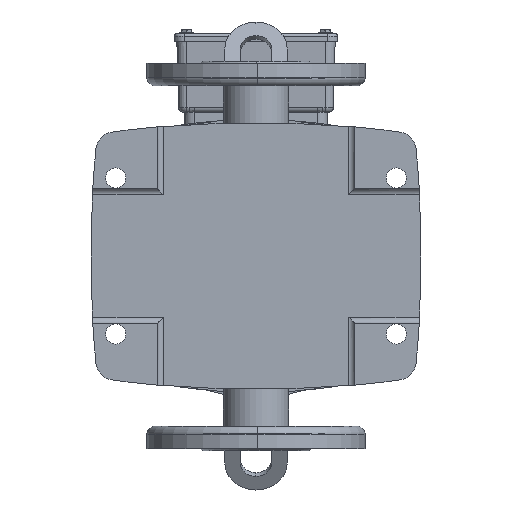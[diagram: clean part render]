
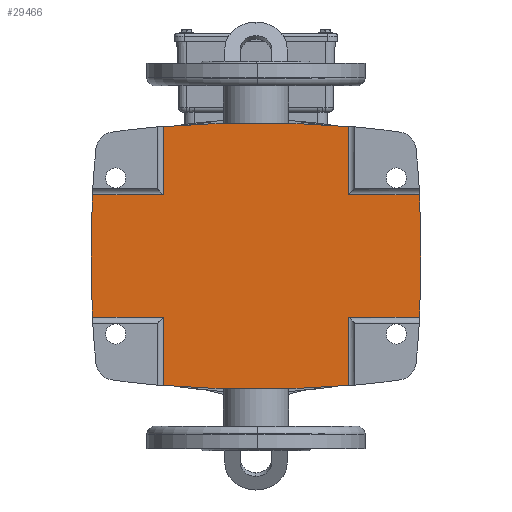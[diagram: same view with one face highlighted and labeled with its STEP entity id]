
A CAD part, front view. The second image highlights one B-rep face of the part: STEP entity #29466.
In plain terms, the highlighted planar face has unit normal (0, -1, 0).
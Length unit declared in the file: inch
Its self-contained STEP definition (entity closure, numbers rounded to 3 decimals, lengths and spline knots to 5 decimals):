
#145 = DIRECTION ( 'NONE',  ( 0., 0., 1. ) ) ;
#148 = VECTOR ( 'NONE', #3533, 39.37008 ) ;
#1177 = VECTOR ( 'NONE', #17198, 39.37008 ) ;
#1480 = VERTEX_POINT ( 'NONE', #32846 ) ;
#1557 = VECTOR ( 'NONE', #23724, 39.37008 ) ;
#1813 = EDGE_CURVE ( 'NONE', #17066, #15559, #2837, .T. ) ;
#2070 = EDGE_CURVE ( 'NONE', #19692, #18306, #12024, .T. ) ;
#2107 = CARTESIAN_POINT ( 'NONE',  ( -1.54265, 0.19685, 4.11924 ) ) ;
#2582 = CARTESIAN_POINT ( 'NONE',  ( 0., 0.19685, -23.10236 ) ) ;
#2837 = LINE ( 'NONE', #13629, #12898 ) ;
#3149 = DIRECTION ( 'NONE',  ( 0., -1., 0. ) ) ;
#3533 = DIRECTION ( 'NONE',  ( 0., 0., 1. ) ) ;
#3878 = VERTEX_POINT ( 'NONE', #24515 ) ;
#3890 = VERTEX_POINT ( 'NONE', #2107 ) ;
#4643 = LINE ( 'NONE', #27162, #25568 ) ;
#4761 = ORIENTED_EDGE ( 'NONE', *, *, #24450, .T. ) ;
#4967 = DIRECTION ( 'NONE',  ( 0., 1., 0. ) ) ;
#5336 = DIRECTION ( 'NONE',  ( 0., 0., 1. ) ) ;
#5461 = EDGE_CURVE ( 'NONE', #19625, #26645, #28227, .T. ) ;
#6320 = ORIENTED_EDGE ( 'NONE', *, *, #12848, .F. ) ;
#6897 = ORIENTED_EDGE ( 'NONE', *, *, #31642, .F. ) ;
#7291 = CARTESIAN_POINT ( 'NONE',  ( 0., 0.19685, 4.16291 ) ) ;
#7446 = VERTEX_POINT ( 'NONE', #7291 ) ;
#7489 = EDGE_CURVE ( 'NONE', #16624, #1480, #22929, .T. ) ;
#7539 = LINE ( 'NONE', #31613, #148 ) ;
#7684 = EDGE_CURVE ( 'NONE', #18306, #15083, #16813, .T. ) ;
#8031 = DIRECTION ( 'NONE',  ( 0., 0., 1. ) ) ;
#8060 = ORIENTED_EDGE ( 'NONE', *, *, #21900, .T. ) ;
#8572 = LINE ( 'NONE', #28416, #1177 ) ;
#8738 = CARTESIAN_POINT ( 'NONE',  ( 1.54265, 0.19685, -4.59646 ) ) ;
#8828 = CIRCLE ( 'NONE', #14122, 27.26527 ) ;
#9033 = ORIENTED_EDGE ( 'NONE', *, *, #23974, .F. ) ;
#9559 = CARTESIAN_POINT ( 'NONE',  ( 1.54265, 0.19685, -4.59646 ) ) ;
#9635 = CARTESIAN_POINT ( 'NONE',  ( -4.59646, 0.19685, -2.33625 ) ) ;
#10032 = ORIENTED_EDGE ( 'NONE', *, *, #15564, .T. ) ;
#10098 = CARTESIAN_POINT ( 'NONE',  ( -1.54265, 0.19685, -4.59646 ) ) ;
#10149 = AXIS2_PLACEMENT_3D ( 'NONE', #35487, #35364, #8031 ) ;
#10460 = CARTESIAN_POINT ( 'NONE',  ( 1.54265, 0.19685, -2.33625 ) ) ;
#10804 = ORIENTED_EDGE ( 'NONE', *, *, #1813, .F. ) ;
#11325 = AXIS2_PLACEMENT_3D ( 'NONE', #24972, #33149, #5336 ) ;
#11571 = EDGE_CURVE ( 'NONE', #1480, #27168, #8572, .T. ) ;
#11930 = LINE ( 'NONE', #20790, #25005 ) ;
#12024 = LINE ( 'NONE', #9559, #1557 ) ;
#12848 = EDGE_CURVE ( 'NONE', #22812, #15083, #30799, .T. ) ;
#12898 = VECTOR ( 'NONE', #33039, 39.37008 ) ;
#13117 = DIRECTION ( 'NONE',  ( 1., 0., 0. ) ) ;
#13431 = DIRECTION ( 'NONE',  ( 0., 0., 1. ) ) ;
#13629 = CARTESIAN_POINT ( 'NONE',  ( -4.59646, 0.19685, 2.33625 ) ) ;
#14122 = AXIS2_PLACEMENT_3D ( 'NONE', #19874, #3149, #145 ) ;
#15083 = VERTEX_POINT ( 'NONE', #22197 ) ;
#15543 = ORIENTED_EDGE ( 'NONE', *, *, #11571, .F. ) ;
#15559 = VERTEX_POINT ( 'NONE', #19480 ) ;
#15564 = EDGE_CURVE ( 'NONE', #17066, #3878, #35909, .T. ) ;
#15711 = DIRECTION ( 'NONE',  ( 0., 0., 1. ) ) ;
#16066 = ORIENTED_EDGE ( 'NONE', *, *, #5461, .T. ) ;
#16295 = CIRCLE ( 'NONE', #33226, 27.26527 ) ;
#16403 = ORIENTED_EDGE ( 'NONE', *, *, #34416, .T. ) ;
#16624 = VERTEX_POINT ( 'NONE', #21730 ) ;
#16724 = DIRECTION ( 'NONE',  ( 0., -1., 0. ) ) ;
#16813 = LINE ( 'NONE', #9635, #23344 ) ;
#17066 = VERTEX_POINT ( 'NONE', #32203 ) ;
#17198 = DIRECTION ( 'NONE',  ( 0., 0., 1. ) ) ;
#18306 = VERTEX_POINT ( 'NONE', #10460 ) ;
#18522 = DIRECTION ( 'NONE',  ( 0., 1., 0. ) ) ;
#19383 = AXIS2_PLACEMENT_3D ( 'NONE', #2582, #16724, #13431 ) ;
#19480 = CARTESIAN_POINT ( 'NONE',  ( -1.54265, 0.19685, 2.33625 ) ) ;
#19625 = VERTEX_POINT ( 'NONE', #19694 ) ;
#19692 = VERTEX_POINT ( 'NONE', #20779 ) ;
#19694 = CARTESIAN_POINT ( 'NONE',  ( 1.54265, 0.19685, 2.33625 ) ) ;
#19874 = CARTESIAN_POINT ( 'NONE',  ( 0., 0.19685, -23.10236 ) ) ;
#20271 = DIRECTION ( 'NONE',  ( 1., 0., 0. ) ) ;
#20675 = DIRECTION ( 'NONE',  ( 1., 0., 0. ) ) ;
#20779 = CARTESIAN_POINT ( 'NONE',  ( 1.54265, 0.19685, -4.11924 ) ) ;
#20790 = CARTESIAN_POINT ( 'NONE',  ( -4.59646, 0.19685, -2.33625 ) ) ;
#21169 = DIRECTION ( 'NONE',  ( 0., 0., 1. ) ) ;
#21186 = FACE_OUTER_BOUND ( 'NONE', #24605, .T. ) ;
#21222 = AXIS2_PLACEMENT_3D ( 'NONE', #35852, #21918, #27778 ) ;
#21237 = EDGE_CURVE ( 'NONE', #19625, #22812, #4643, .T. ) ;
#21666 = PLANE ( 'NONE',  #34087 ) ;
#21706 = CARTESIAN_POINT ( 'NONE',  ( 3.26434, 0.19685, 2.33625 ) ) ;
#21730 = CARTESIAN_POINT ( 'NONE',  ( 0., 0.19685, -4.16291 ) ) ;
#21900 = EDGE_CURVE ( 'NONE', #26645, #7446, #25961, .T. ) ;
#21918 = DIRECTION ( 'NONE',  ( 0., 1., 0. ) ) ;
#22197 = CARTESIAN_POINT ( 'NONE',  ( 3.26434, 0.19685, -2.33625 ) ) ;
#22554 = VECTOR ( 'NONE', #28146, 39.37008 ) ;
#22812 = VERTEX_POINT ( 'NONE', #21706 ) ;
#22929 = CIRCLE ( 'NONE', #10149, 27.26527 ) ;
#23344 = VECTOR ( 'NONE', #20271, 39.37008 ) ;
#23724 = DIRECTION ( 'NONE',  ( 0., 0., 1. ) ) ;
#23974 = EDGE_CURVE ( 'NONE', #19692, #16624, #16295, .T. ) ;
#24450 = EDGE_CURVE ( 'NONE', #3878, #27168, #11930, .T. ) ;
#24515 = CARTESIAN_POINT ( 'NONE',  ( -3.26434, 0.19685, -2.33625 ) ) ;
#24605 = EDGE_LOOP ( 'NONE', ( #6897, #10804, #10032, #4761, #15543, #31197, #9033, #31784, #32848, #6320, #27008, #16066, #8060, #16403 ) ) ;
#24934 = CARTESIAN_POINT ( 'NONE',  ( -1.54265, 0.19685, -2.33625 ) ) ;
#24972 = CARTESIAN_POINT ( 'NONE',  ( 23.10315, 0.19685, 0. ) ) ;
#25005 = VECTOR ( 'NONE', #20675, 39.37008 ) ;
#25568 = VECTOR ( 'NONE', #13117, 39.37008 ) ;
#25961 = CIRCLE ( 'NONE', #19383, 27.26527 ) ;
#26645 = VERTEX_POINT ( 'NONE', #30599 ) ;
#26842 = CARTESIAN_POINT ( 'NONE',  ( 0., 0.19685, 23.10236 ) ) ;
#27008 = ORIENTED_EDGE ( 'NONE', *, *, #21237, .F. ) ;
#27162 = CARTESIAN_POINT ( 'NONE',  ( -4.59646, 0.19685, 2.33625 ) ) ;
#27168 = VERTEX_POINT ( 'NONE', #24934 ) ;
#27778 = DIRECTION ( 'NONE',  ( 0., 0., 1. ) ) ;
#28146 = DIRECTION ( 'NONE',  ( 0., 0., 1. ) ) ;
#28227 = LINE ( 'NONE', #8738, #22554 ) ;
#28416 = CARTESIAN_POINT ( 'NONE',  ( -1.54265, 0.19685, -4.59646 ) ) ;
#29466 = ADVANCED_FACE ( 'NONE', ( #21186 ), #21666, .F. ) ;
#30599 = CARTESIAN_POINT ( 'NONE',  ( 1.54265, 0.19685, 4.11924 ) ) ;
#30799 = CIRCLE ( 'NONE', #21222, 26.47079 ) ;
#31197 = ORIENTED_EDGE ( 'NONE', *, *, #7489, .F. ) ;
#31613 = CARTESIAN_POINT ( 'NONE',  ( -1.54265, 0.19685, -4.59646 ) ) ;
#31642 = EDGE_CURVE ( 'NONE', #15559, #3890, #7539, .T. ) ;
#31784 = ORIENTED_EDGE ( 'NONE', *, *, #2070, .T. ) ;
#32203 = CARTESIAN_POINT ( 'NONE',  ( -3.26434, 0.19685, 2.33625 ) ) ;
#32846 = CARTESIAN_POINT ( 'NONE',  ( -1.54265, 0.19685, -4.11924 ) ) ;
#32848 = ORIENTED_EDGE ( 'NONE', *, *, #7684, .T. ) ;
#33039 = DIRECTION ( 'NONE',  ( 1., 0., 0. ) ) ;
#33149 = DIRECTION ( 'NONE',  ( 0., -1., 0. ) ) ;
#33226 = AXIS2_PLACEMENT_3D ( 'NONE', #26842, #18522, #15711 ) ;
#34087 = AXIS2_PLACEMENT_3D ( 'NONE', #10098, #4967, #21169 ) ;
#34416 = EDGE_CURVE ( 'NONE', #7446, #3890, #8828, .T. ) ;
#35364 = DIRECTION ( 'NONE',  ( 0., 1., 0. ) ) ;
#35487 = CARTESIAN_POINT ( 'NONE',  ( 0., 0.19685, 23.10236 ) ) ;
#35852 = CARTESIAN_POINT ( 'NONE',  ( -23.10315, 0.19685, 0. ) ) ;
#35909 = CIRCLE ( 'NONE', #11325, 26.47079 ) ;
